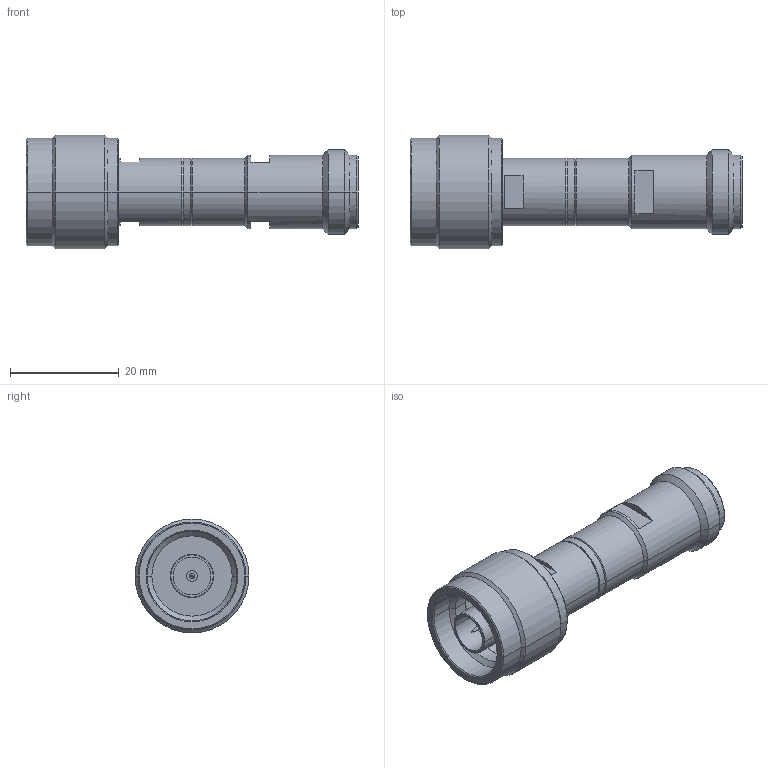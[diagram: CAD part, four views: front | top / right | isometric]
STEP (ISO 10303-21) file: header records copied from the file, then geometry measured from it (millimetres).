
FILE_DESCRIPTION (( 'STEP AP214' ), '1' );
FILE_NAME ('SD8236A_3D.step', '2025-04-28T16:01:48', ( '' ), ( '' ), 'SwSTEP 2.0', 'SolidWorks 2022', '' );
FILE_SCHEMA (( 'AUTOMOTIVE_DESIGN' ));
Length unit declared in the file: inch
Products named in the file (5): dcio-nmnf4g200v75(2)^SD8236A; FAT-NM7NF7-3^dcio-nmnf4g200v75(2)_SD8236A; FAT-B-11^dcio-nmnf4g200v75(2)_SD8236A; FAT-NM7NF7-2^dcio-nmnf4g200v75(2)_SD8236A; SD8236A_3D
Assembly tree (4 placements, depth 3):
  SD8236A_3D
    dcio-nmnf4g200v75(2)^SD8236A
      FAT-NM7NF7-2^dcio-nmnf4g200v75(2)_SD8236A
      FAT-B-11^dcio-nmnf4g200v75(2)_SD8236A
      FAT-NM7NF7-3^dcio-nmnf4g200v75(2)_SD8236A
Bounding box: 61.2 x 21 x 21 mm (x, y, z)
Volume: 10000.8 mm3; surface area: 6859.4 mm2
Topology: 4 solids, 4 shells, 189 faces, 406 edges, 237 vertices
Faces by surface type: cone 84, plane 53, cylinder 52
Entity records: 5409 total; most frequent: CARTESIAN_POINT 1054, DIRECTION 960, ORIENTED_EDGE 808, AXIS2_PLACEMENT_3D 407, EDGE_CURVE 404, VERTEX_POINT 237, CIRCLE 210, EDGE_LOOP 205
